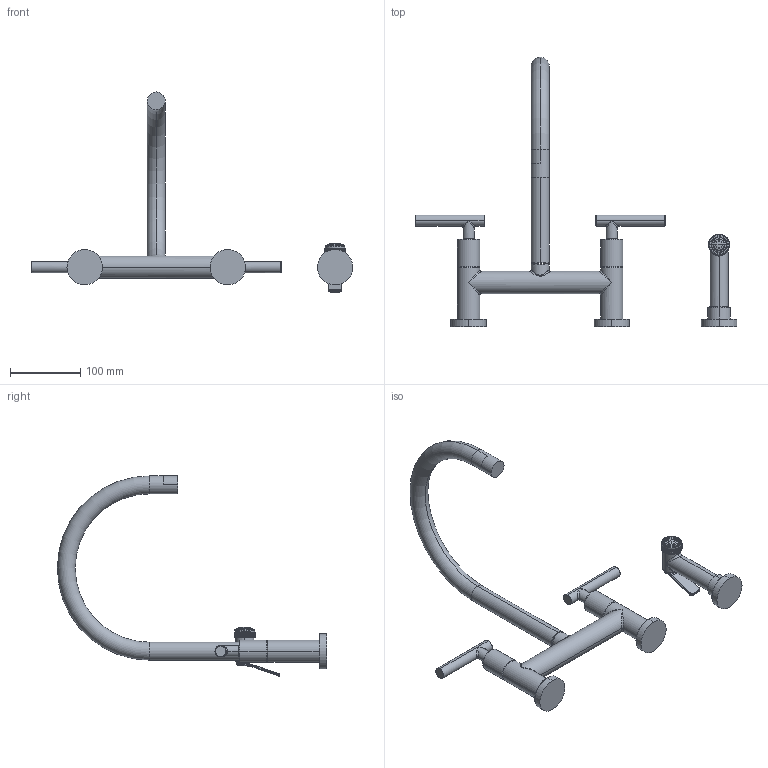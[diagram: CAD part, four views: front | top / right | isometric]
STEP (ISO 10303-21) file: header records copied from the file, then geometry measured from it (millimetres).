
FILE_DESCRIPTION((''),'2;1');
FILE_NAME('1500-5413','2021-02-25T16:41:49',('rsmith'),(''),'CREO PARAMETRIC BY PTC INC, 2018400','CREO PARAMETRIC BY PTC INC, 2018400','');
FILE_SCHEMA(('AUTOMOTIVE_DESIGN { 1 0 10303 214 1 1 1 1 }'));
Length unit declared in the file: inch
Products named in the file (1): 1500-5413
Bounding box: 456.67 x 382.44 x 284.22 mm (x, y, z)
Volume: 802380.8 mm3; surface area: 136430.9 mm2
Topology: 6 solids, 7 shells, 666 faces, 1809 edges, 1168 vertices
Faces by surface type: plane 296, cylinder 219, bspline 85, torus 39, cone 23, sphere 4
Entity records: 43693 total; most frequent: CARTESIAN_POINT 15359, ORIENTED_EDGE 3618, DIRECTION 3153, PRESENTATION_STYLE_ASSIGNMENT 2415, STYLED_ITEM 1815, CURVE_STYLE 1809, EDGE_CURVE 1809, VERTEX_POINT 1168
